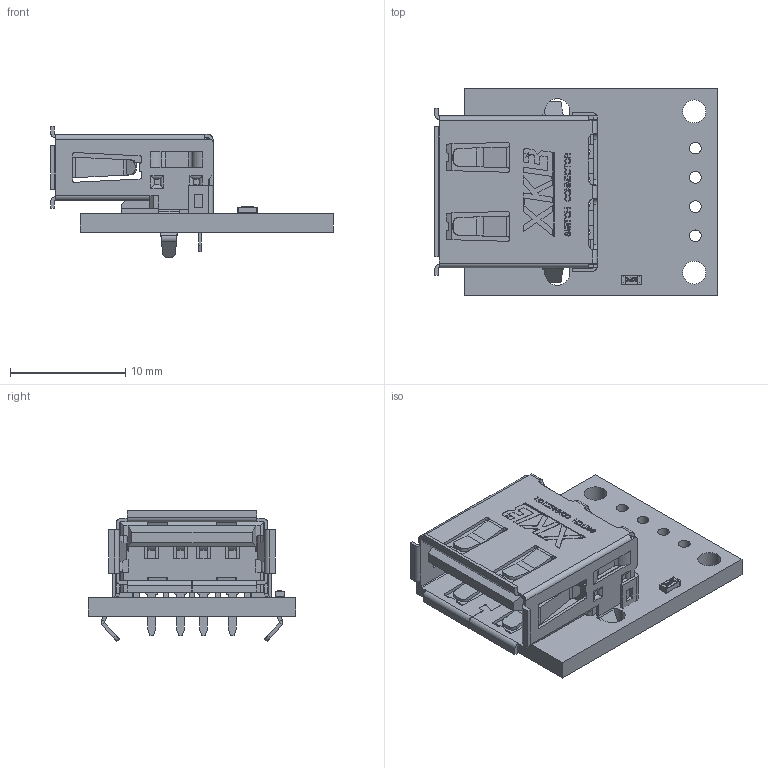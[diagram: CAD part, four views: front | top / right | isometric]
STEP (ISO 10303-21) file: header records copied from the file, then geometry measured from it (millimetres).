
FILE_DESCRIPTION(('PCB Model'),'2;1');
FILE_NAME('USB Type A step.STEP','2023-02-03T15:04:51',('pritesh'),( 'Unspecified'),'Open CASCADE STEP processor 6.8','Proteus','Unknown' );
FILE_SCHEMA(('AUTOMOTIVE_DESIGN { 1 0 10303 214 1 1 1 1 }'));
Length unit declared in the file: millimetre
Products named in the file (18): Open CASCADE STEP translator 6.8 1; Layer_1; J1; Open CASCADE STEP translator 6.8 1.2.1; Body_1; SOLID; R1; Open CASCADE STEP translator 6.8 1.3.1; =>[0:1:1:3]; =>[0:1:1:4]; =>[0:1:1:5]; =>[0:1:1:6]
Assembly tree (17 placements, depth 5):
  Open CASCADE STEP translator 6.8 1
    Layer_1
    J1
      Open CASCADE STEP translator 6.8 1.2.1
        Body_1
          SOLID
          SOLID
          SOLID
          SOLID
          SOLID
          SOLID
    R1
      Open CASCADE STEP translator 6.8 1.3.1
        Body_1
          =>[0:1:1:3]
          =>[0:1:1:4]
          =>[0:1:1:5]
          =>[0:1:1:6]
Bounding box: 24.55 x 18 x 11.4 mm (x, y, z)
Volume: 1222.2 mm3; surface area: 3140.3 mm2
Topology: 11 solids, 11 shells, 1366 faces, 3758 edges, 2433 vertices
Faces by surface type: plane 987, cylinder 290, bspline 89
Entity records: 48064 total; most frequent: CARTESIAN_POINT 12414, ORIENTED_EDGE 7516, DIRECTION 6649, EDGE_CURVE 3758, LINE 3077, VECTOR 3077, VERTEX_POINT 2433, AXIS2_PLACEMENT_3D 1786
